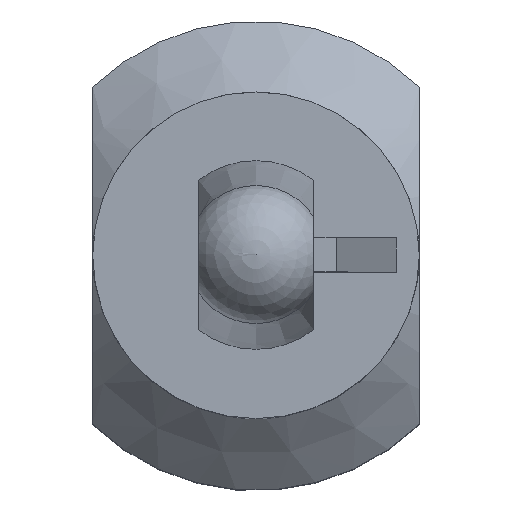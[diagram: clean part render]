
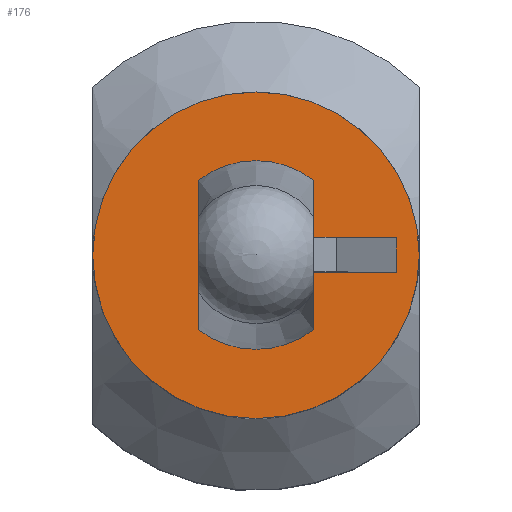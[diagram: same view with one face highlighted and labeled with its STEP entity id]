
A CAD part, top view. The second image highlights one B-rep face of the part: STEP entity #176.
In plain terms, the highlighted planar face has unit normal (0, 0, 1).
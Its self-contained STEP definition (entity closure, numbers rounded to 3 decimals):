
#176 = ADVANCED_FACE( '', ( #353, #354, #355 ), #356, .T. );
#353 = FACE_BOUND( '', #525, .T. );
#354 = FACE_BOUND( '', #526, .T. );
#355 = FACE_OUTER_BOUND( '', #527, .T. );
#356 = PLANE( '', #528 );
#525 = EDGE_LOOP( '', ( #978, #979, #980, #981 ) );
#526 = EDGE_LOOP( '', ( #982, #983, #984, #985 ) );
#527 = EDGE_LOOP( '', ( #986 ) );
#528 = AXIS2_PLACEMENT_3D( '', #987, #988, #989 );
#978 = ORIENTED_EDGE( '', *, *, #1141, .T. );
#979 = ORIENTED_EDGE( '', *, *, #1196, .T. );
#980 = ORIENTED_EDGE( '', *, *, #1075, .T. );
#981 = ORIENTED_EDGE( '', *, *, #1174, .T. );
#982 = ORIENTED_EDGE( '', *, *, #1195, .T. );
#983 = ORIENTED_EDGE( '', *, *, #1102, .F. );
#984 = ORIENTED_EDGE( '', *, *, #1173, .T. );
#985 = ORIENTED_EDGE( '', *, *, #1029, .T. );
#986 = ORIENTED_EDGE( '', *, *, #1199, .F. );
#987 = CARTESIAN_POINT( '', ( -3.55, 0., 12.7 ) );
#988 = DIRECTION( '', ( 0., 0., 1. ) );
#989 = DIRECTION( '', ( 1., 0., 0. ) );
#1029 = EDGE_CURVE( '', #1229, #1230, #1231, .T. );
#1075 = EDGE_CURVE( '', #1310, #1308, #1311, .T. );
#1102 = EDGE_CURVE( '', #1349, #1347, #1351, .T. );
#1141 = EDGE_CURVE( '', #1407, #1405, #1408, .T. );
#1173 = EDGE_CURVE( '', #1349, #1229, #1444, .T. );
#1174 = EDGE_CURVE( '', #1308, #1407, #1445, .T. );
#1195 = EDGE_CURVE( '', #1230, #1347, #1468, .T. );
#1196 = EDGE_CURVE( '', #1405, #1310, #1469, .T. );
#1199 = EDGE_CURVE( '', #1472, #1472, #1473, .T. );
#1229 = VERTEX_POINT( '', #1515 );
#1230 = VERTEX_POINT( '', #1516 );
#1231 = CIRCLE( '', #1517, 1.9 );
#1308 = VERTEX_POINT( '', #1644 );
#1310 = VERTEX_POINT( '', #1649 );
#1311 = CIRCLE( '', #1650, 1.9 );
#1347 = VERTEX_POINT( '', #1699 );
#1349 = VERTEX_POINT( '', #1702 );
#1351 = LINE( '', #1705, #1706 );
#1405 = VERTEX_POINT( '', #1782 );
#1407 = VERTEX_POINT( '', #1785 );
#1408 = LINE( '', #1786, #1787 );
#1444 = LINE( '', #1861, #1862 );
#1445 = LINE( '', #1863, #1864 );
#1468 = LINE( '', #1890, #1891 );
#1469 = LINE( '', #1892, #1893 );
#1472 = VERTEX_POINT( '', #1896 );
#1473 = CIRCLE( '', #1897, 3.55 );
#1515 = CARTESIAN_POINT( '', ( -1.25, 1.431, 12.7 ) );
#1516 = CARTESIAN_POINT( '', ( 1.25, 1.431, 12.7 ) );
#1517 = AXIS2_PLACEMENT_3D( '', #1911, #1912, #1913 );
#1644 = CARTESIAN_POINT( '', ( -1.25, -1.431, 12.7 ) );
#1649 = CARTESIAN_POINT( '', ( 1.25, -1.431, 12.7 ) );
#1650 = AXIS2_PLACEMENT_3D( '', #1961, #1962, #1963 );
#1699 = CARTESIAN_POINT( '', ( 1.25, 0.899, 12.7 ) );
#1702 = CARTESIAN_POINT( '', ( -1.25, 0.899, 12.7 ) );
#1705 = CARTESIAN_POINT( '', ( -1.25, 0.899, 12.7 ) );
#1706 = VECTOR( '', #1994, 1000. );
#1782 = CARTESIAN_POINT( '', ( 1.25, -0.899, 12.7 ) );
#1785 = CARTESIAN_POINT( '', ( -1.25, -0.899, 12.7 ) );
#1786 = CARTESIAN_POINT( '', ( -1.25, -0.899, 12.7 ) );
#1787 = VECTOR( '', #2030, 1000. );
#1861 = CARTESIAN_POINT( '', ( -1.25, -2.05, 12.7 ) );
#1862 = VECTOR( '', #2051, 1000. );
#1863 = CARTESIAN_POINT( '', ( -1.25, -2.05, 12.7 ) );
#1864 = VECTOR( '', #2052, 1000. );
#1890 = CARTESIAN_POINT( '', ( 1.25, 2.05, 12.7 ) );
#1891 = VECTOR( '', #2083, 1000. );
#1892 = CARTESIAN_POINT( '', ( 1.25, 2.05, 12.7 ) );
#1893 = VECTOR( '', #2084, 1000. );
#1896 = CARTESIAN_POINT( '', ( -3.55, 0., 12.7 ) );
#1897 = AXIS2_PLACEMENT_3D( '', #2085, #2086, #2087 );
#1911 = CARTESIAN_POINT( '', ( 0., 0., 12.7 ) );
#1912 = DIRECTION( '', ( 0., 0., -1. ) );
#1913 = DIRECTION( '', ( -1., 0., 0. ) );
#1961 = CARTESIAN_POINT( '', ( 0., 0., 12.7 ) );
#1962 = DIRECTION( '', ( 0., 0., -1. ) );
#1963 = DIRECTION( '', ( -1., 0., 0. ) );
#1994 = DIRECTION( '', ( 1., 0., 0. ) );
#2030 = DIRECTION( '', ( 1., 0., 0. ) );
#2051 = DIRECTION( '', ( 0., 1., 0. ) );
#2052 = DIRECTION( '', ( 0., 1., 0. ) );
#2083 = DIRECTION( '', ( 0., -1., 0. ) );
#2084 = DIRECTION( '', ( 0., -1., 0. ) );
#2085 = CARTESIAN_POINT( '', ( 0., 0., 12.7 ) );
#2086 = DIRECTION( '', ( 0., 0., -1. ) );
#2087 = DIRECTION( '', ( -1., 0., 0. ) );
